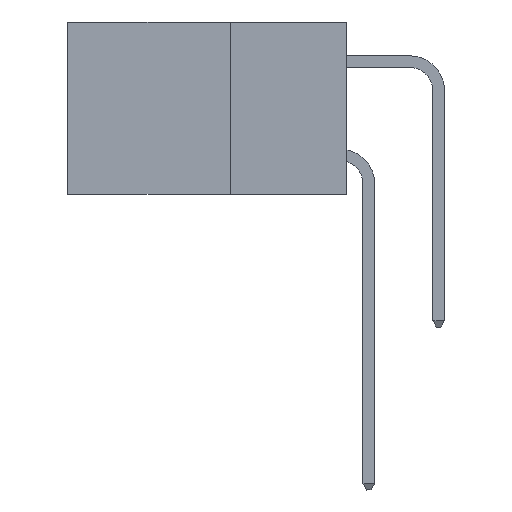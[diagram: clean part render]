
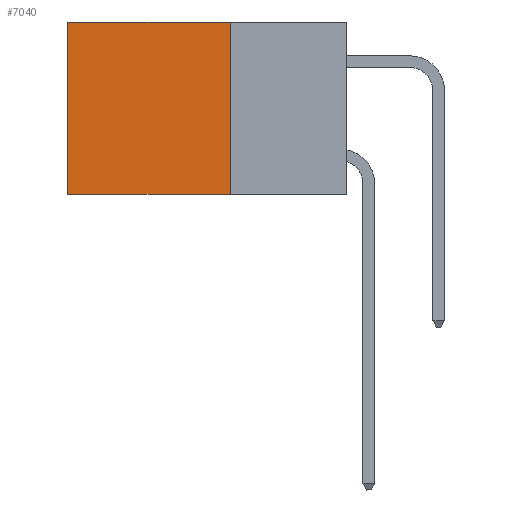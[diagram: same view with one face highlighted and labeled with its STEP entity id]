
A CAD part, left-side view. The second image highlights one B-rep face of the part: STEP entity #7040.
In plain terms, the highlighted planar face has unit normal (-1, 0, 0).
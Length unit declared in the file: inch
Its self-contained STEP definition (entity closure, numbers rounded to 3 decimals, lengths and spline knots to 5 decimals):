
#15 = ORIENTED_EDGE ( 'NONE', *, *, #24570, .T. ) ;
#823 = DIRECTION ( 'NONE',  ( 0., 1., 0. ) ) ;
#1712 = DIRECTION ( 'NONE',  ( 0., 0., -1. ) ) ;
#4147 = CARTESIAN_POINT ( 'NONE',  ( 0.2875, 0.25, 0. ) ) ;
#7040 = ADVANCED_FACE ( 'NONE', ( #30115 ), #24907, .F. ) ;
#7758 = LINE ( 'NONE', #29046, #27791 ) ;
#7796 = VECTOR ( 'NONE', #13706, 39.37008 ) ;
#8811 = DIRECTION ( 'NONE',  ( 1., 0., 0. ) ) ;
#9785 = VERTEX_POINT ( 'NONE', #22041 ) ;
#10223 = AXIS2_PLACEMENT_3D ( 'NONE', #20484, #8811, #27421 ) ;
#11663 = CARTESIAN_POINT ( 'NONE',  ( 0.2875, 0.6, 0. ) ) ;
#11864 = ORIENTED_EDGE ( 'NONE', *, *, #30706, .F. ) ;
#13509 = CARTESIAN_POINT ( 'NONE',  ( 0.2875, 0.6, 0. ) ) ;
#13706 = DIRECTION ( 'NONE',  ( 0., 0., -1. ) ) ;
#14265 = EDGE_CURVE ( 'NONE', #23962, #24519, #16685, .T. ) ;
#14609 = VERTEX_POINT ( 'NONE', #20622 ) ;
#15498 = VECTOR ( 'NONE', #1712, 39.37008 ) ;
#16685 = LINE ( 'NONE', #11663, #15498 ) ;
#18589 = CARTESIAN_POINT ( 'NONE',  ( 0.2875, 0.25, 0. ) ) ;
#20484 = CARTESIAN_POINT ( 'NONE',  ( 0.2875, 0.25, 0. ) ) ;
#20509 = VECTOR ( 'NONE', #30922, 39.37008 ) ;
#20622 = CARTESIAN_POINT ( 'NONE',  ( 0.2875, 0.25, 0. ) ) ;
#22041 = CARTESIAN_POINT ( 'NONE',  ( 0.2875, 0.25, -0.37 ) ) ;
#23379 = CARTESIAN_POINT ( 'NONE',  ( 0.2875, 0.6, -0.37 ) ) ;
#23962 = VERTEX_POINT ( 'NONE', #13509 ) ;
#24519 = VERTEX_POINT ( 'NONE', #23379 ) ;
#24570 = EDGE_CURVE ( 'NONE', #14609, #23962, #28715, .T. ) ;
#24880 = ORIENTED_EDGE ( 'NONE', *, *, #14265, .T. ) ;
#24907 = PLANE ( 'NONE',  #10223 ) ;
#25320 = EDGE_LOOP ( 'NONE', ( #24880, #30408, #11864, #15 ) ) ;
#27421 = DIRECTION ( 'NONE',  ( 0., 0., -1. ) ) ;
#27791 = VECTOR ( 'NONE', #823, 39.37008 ) ;
#28042 = LINE ( 'NONE', #18589, #7796 ) ;
#28715 = LINE ( 'NONE', #4147, #20509 ) ;
#29046 = CARTESIAN_POINT ( 'NONE',  ( 0.2875, 0.25, -0.37 ) ) ;
#29653 = EDGE_CURVE ( 'NONE', #9785, #24519, #7758, .T. ) ;
#30115 = FACE_OUTER_BOUND ( 'NONE', #25320, .T. ) ;
#30408 = ORIENTED_EDGE ( 'NONE', *, *, #29653, .F. ) ;
#30706 = EDGE_CURVE ( 'NONE', #14609, #9785, #28042, .T. ) ;
#30922 = DIRECTION ( 'NONE',  ( 0., 1., 0. ) ) ;
